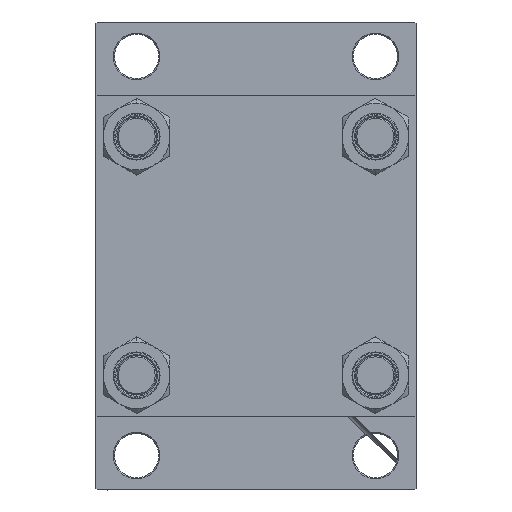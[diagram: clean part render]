
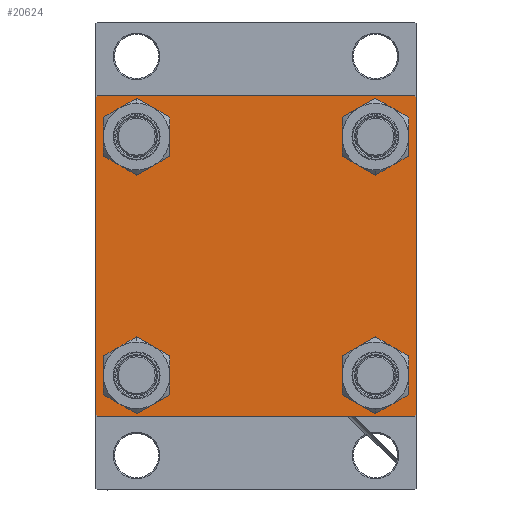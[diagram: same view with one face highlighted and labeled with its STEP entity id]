
A CAD part, left-side view. The second image highlights one B-rep face of the part: STEP entity #20624.
In plain terms, the highlighted planar face has unit normal (-1, 0, 0).
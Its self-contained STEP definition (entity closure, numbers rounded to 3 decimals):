
#263 = DIRECTION ( 'NONE',  ( 1., 0., 0. ) ) ;
#800 = VERTEX_POINT ( 'NONE', #25271 ) ;
#863 = VERTEX_POINT ( 'NONE', #18259 ) ;
#2783 = DIRECTION ( 'NONE',  ( 1., 0., 0. ) ) ;
#2815 = DIRECTION ( 'NONE',  ( -1., 0., 0. ) ) ;
#2933 = DIRECTION ( 'NONE',  ( 0., 0., 1. ) ) ;
#3448 = EDGE_LOOP ( 'NONE', ( #16592, #38948 ) ) ;
#3549 = DIRECTION ( 'NONE',  ( 0., 0., -1. ) ) ;
#3834 = DIRECTION ( 'NONE',  ( 1., 0., 0. ) ) ;
#4245 = AXIS2_PLACEMENT_3D ( 'NONE', #35819, #2783, #46896 ) ;
#4647 = LINE ( 'NONE', #33579, #22884 ) ;
#4832 = EDGE_CURVE ( 'NONE', #863, #8882, #44256, .T. ) ;
#5129 = DIRECTION ( 'NONE',  ( 0., 0., 1. ) ) ;
#5291 = CARTESIAN_POINT ( 'NONE',  ( 0., 65., 64.5 ) ) ;
#5610 = VECTOR ( 'NONE', #7154, 1000. ) ;
#5952 = FACE_BOUND ( 'NONE', #46667, .T. ) ;
#6305 = CARTESIAN_POINT ( 'NONE',  ( 0., -48.45, 48.45 ) ) ;
#6606 = EDGE_LOOP ( 'NONE', ( #21473, #29619, #33341, #22559, #40501, #43595, #43870, #31681 ) ) ;
#7154 = DIRECTION ( 'NONE',  ( 0., 0.707, -0.707 ) ) ;
#8604 = VERTEX_POINT ( 'NONE', #31636 ) ;
#8882 = VERTEX_POINT ( 'NONE', #16848 ) ;
#8972 = EDGE_CURVE ( 'NONE', #44288, #800, #12788, .T. ) ;
#9038 = CARTESIAN_POINT ( 'NONE',  ( 0., -65., -64.5 ) ) ;
#9105 = LINE ( 'NONE', #15856, #37829 ) ;
#9910 = ORIENTED_EDGE ( 'NONE', *, *, #4832, .T. ) ;
#10162 = CARTESIAN_POINT ( 'NONE',  ( 0., 64.5, -65. ) ) ;
#10276 = FACE_BOUND ( 'NONE', #3448, .T. ) ;
#10353 = VECTOR ( 'NONE', #3549, 1000. ) ;
#10651 = CARTESIAN_POINT ( 'NONE',  ( 0., -64.5, -65. ) ) ;
#11460 = AXIS2_PLACEMENT_3D ( 'NONE', #31941, #13118, #38911 ) ;
#12552 = EDGE_LOOP ( 'NONE', ( #9910, #30064 ) ) ;
#12788 = CIRCLE ( 'NONE', #16628, 8.5 ) ;
#12955 = DIRECTION ( 'NONE',  ( 0., 0.707, 0.707 ) ) ;
#13118 = DIRECTION ( 'NONE',  ( 1., 0., 0. ) ) ;
#13196 = VERTEX_POINT ( 'NONE', #27096 ) ;
#13356 = DIRECTION ( 'NONE',  ( 1., 0., 0. ) ) ;
#13373 = EDGE_CURVE ( 'NONE', #8604, #20434, #4647, .T. ) ;
#14057 = CARTESIAN_POINT ( 'NONE',  ( 0., -65., 64.5 ) ) ;
#14509 = ORIENTED_EDGE ( 'NONE', *, *, #17955, .T. ) ;
#14610 = CARTESIAN_POINT ( 'NONE',  ( 0., 64.75, 64.75 ) ) ;
#14704 = VERTEX_POINT ( 'NONE', #21249 ) ;
#14960 = CARTESIAN_POINT ( 'NONE',  ( 0., 48.45, 56.95 ) ) ;
#15040 = DIRECTION ( 'NONE',  ( 0., -0.707, 0.707 ) ) ;
#15195 = LINE ( 'NONE', #37141, #33434 ) ;
#15856 = CARTESIAN_POINT ( 'NONE',  ( 0., -64.75, 64.75 ) ) ;
#16592 = ORIENTED_EDGE ( 'NONE', *, *, #17783, .T. ) ;
#16628 = AXIS2_PLACEMENT_3D ( 'NONE', #32772, #3834, #29154 ) ;
#16848 = CARTESIAN_POINT ( 'NONE',  ( 0., 48.45, -56.95 ) ) ;
#17022 = PLANE ( 'NONE',  #39575 ) ;
#17090 = CIRCLE ( 'NONE', #24807, 8.5 ) ;
#17195 = EDGE_CURVE ( 'NONE', #32275, #13196, #46833, .T. ) ;
#17783 = EDGE_CURVE ( 'NONE', #13196, #32275, #39945, .T. ) ;
#17955 = EDGE_CURVE ( 'NONE', #800, #44288, #31478, .T. ) ;
#18259 = CARTESIAN_POINT ( 'NONE',  ( 0., 48.45, -39.95 ) ) ;
#18308 = VERTEX_POINT ( 'NONE', #14960 ) ;
#18733 = LINE ( 'NONE', #22851, #27077 ) ;
#20391 = DIRECTION ( 'NONE',  ( 0., 0., 1. ) ) ;
#20434 = VERTEX_POINT ( 'NONE', #10162 ) ;
#20456 = EDGE_CURVE ( 'NONE', #20434, #26421, #15195, .T. ) ;
#20582 = CARTESIAN_POINT ( 'NONE',  ( 0., -48.45, -48.45 ) ) ;
#20624 = ADVANCED_FACE ( 'NONE', ( #10276, #20638, #42584, #5952, #21130 ), #17022, .T. ) ;
#20638 = FACE_BOUND ( 'NONE', #23090, .T. ) ;
#20994 = VERTEX_POINT ( 'NONE', #9038 ) ;
#21130 = FACE_OUTER_BOUND ( 'NONE', #6606, .T. ) ;
#21249 = CARTESIAN_POINT ( 'NONE',  ( 0., 48.45, 39.95 ) ) ;
#21473 = ORIENTED_EDGE ( 'NONE', *, *, #38309, .T. ) ;
#21510 = DIRECTION ( 'NONE',  ( 0., 0., 1. ) ) ;
#21562 = LINE ( 'NONE', #29055, #33848 ) ;
#21848 = LINE ( 'NONE', #14610, #5610 ) ;
#22007 = DIRECTION ( 'NONE',  ( 0., -0.707, -0.707 ) ) ;
#22458 = ORIENTED_EDGE ( 'NONE', *, *, #29937, .T. ) ;
#22513 = CARTESIAN_POINT ( 'NONE',  ( 0., -64.75, -64.75 ) ) ;
#22559 = ORIENTED_EDGE ( 'NONE', *, *, #44259, .T. ) ;
#22851 = CARTESIAN_POINT ( 'NONE',  ( 0., -65., 65. ) ) ;
#22884 = VECTOR ( 'NONE', #22007, 1000. ) ;
#23090 = EDGE_LOOP ( 'NONE', ( #36604, #14509 ) ) ;
#23435 = DIRECTION ( 'NONE',  ( 1., 0., 0. ) ) ;
#23455 = EDGE_CURVE ( 'NONE', #30316, #43977, #21562, .T. ) ;
#24210 = AXIS2_PLACEMENT_3D ( 'NONE', #46595, #24411, #21510 ) ;
#24411 = DIRECTION ( 'NONE',  ( 1., 0., 0. ) ) ;
#24807 = AXIS2_PLACEMENT_3D ( 'NONE', #37439, #23435, #5129 ) ;
#24860 = CARTESIAN_POINT ( 'NONE',  ( 0., 48.45, -48.45 ) ) ;
#25013 = CIRCLE ( 'NONE', #4245, 8.5 ) ;
#25271 = CARTESIAN_POINT ( 'NONE',  ( 0., -48.45, -56.95 ) ) ;
#25516 = DIRECTION ( 'NONE',  ( 0., 0., -1. ) ) ;
#25775 = CIRCLE ( 'NONE', #24210, 8.5 ) ;
#26421 = VERTEX_POINT ( 'NONE', #10651 ) ;
#27077 = VECTOR ( 'NONE', #25516, 1000. ) ;
#27096 = CARTESIAN_POINT ( 'NONE',  ( 0., -48.45, 56.95 ) ) ;
#27812 = EDGE_CURVE ( 'NONE', #42381, #43977, #9105, .T. ) ;
#28994 = VERTEX_POINT ( 'NONE', #5291 ) ;
#29055 = CARTESIAN_POINT ( 'NONE',  ( 0., 65., 65. ) ) ;
#29154 = DIRECTION ( 'NONE',  ( 0., 0., 1. ) ) ;
#29188 = EDGE_CURVE ( 'NONE', #42381, #20994, #18733, .T. ) ;
#29619 = ORIENTED_EDGE ( 'NONE', *, *, #13373, .T. ) ;
#29912 = DIRECTION ( 'NONE',  ( 0., -1., 0. ) ) ;
#29937 = EDGE_CURVE ( 'NONE', #14704, #18308, #17090, .T. ) ;
#30064 = ORIENTED_EDGE ( 'NONE', *, *, #39496, .T. ) ;
#30316 = VERTEX_POINT ( 'NONE', #36207 ) ;
#30635 = EDGE_CURVE ( 'NONE', #30316, #28994, #21848, .T. ) ;
#31478 = CIRCLE ( 'NONE', #37646, 8.5 ) ;
#31636 = CARTESIAN_POINT ( 'NONE',  ( 0., 65., -64.5 ) ) ;
#31681 = ORIENTED_EDGE ( 'NONE', *, *, #30635, .T. ) ;
#31941 = CARTESIAN_POINT ( 'NONE',  ( 0., -48.45, 48.45 ) ) ;
#32275 = VERTEX_POINT ( 'NONE', #46657 ) ;
#32772 = CARTESIAN_POINT ( 'NONE',  ( 0., -48.45, -48.45 ) ) ;
#32913 = VECTOR ( 'NONE', #15040, 1000. ) ;
#33341 = ORIENTED_EDGE ( 'NONE', *, *, #20456, .T. ) ;
#33434 = VECTOR ( 'NONE', #29912, 1000. ) ;
#33443 = CARTESIAN_POINT ( 'NONE',  ( 0., -64.5, 65. ) ) ;
#33579 = CARTESIAN_POINT ( 'NONE',  ( 0., 64.75, -64.75 ) ) ;
#33848 = VECTOR ( 'NONE', #36286, 1000. ) ;
#35621 = CARTESIAN_POINT ( 'NONE',  ( 0., 65., 65. ) ) ;
#35819 = CARTESIAN_POINT ( 'NONE',  ( 0., 48.45, -48.45 ) ) ;
#36207 = CARTESIAN_POINT ( 'NONE',  ( 0., 64.5, 65. ) ) ;
#36286 = DIRECTION ( 'NONE',  ( 0., -1., 0. ) ) ;
#36576 = LINE ( 'NONE', #35621, #10353 ) ;
#36604 = ORIENTED_EDGE ( 'NONE', *, *, #8972, .T. ) ;
#36997 = LINE ( 'NONE', #22513, #32913 ) ;
#37141 = CARTESIAN_POINT ( 'NONE',  ( 0., 65., -65. ) ) ;
#37439 = CARTESIAN_POINT ( 'NONE',  ( 0., 48.45, 48.45 ) ) ;
#37646 = AXIS2_PLACEMENT_3D ( 'NONE', #20582, #13356, #42769 ) ;
#37829 = VECTOR ( 'NONE', #12955, 1000. ) ;
#38309 = EDGE_CURVE ( 'NONE', #28994, #8604, #36576, .T. ) ;
#38911 = DIRECTION ( 'NONE',  ( 0., 0., 1. ) ) ;
#38948 = ORIENTED_EDGE ( 'NONE', *, *, #17195, .T. ) ;
#39496 = EDGE_CURVE ( 'NONE', #8882, #863, #25013, .T. ) ;
#39575 = AXIS2_PLACEMENT_3D ( 'NONE', #45965, #2815, #20391 ) ;
#39618 = EDGE_CURVE ( 'NONE', #18308, #14704, #25775, .T. ) ;
#39911 = ORIENTED_EDGE ( 'NONE', *, *, #39618, .T. ) ;
#39945 = CIRCLE ( 'NONE', #11460, 8.5 ) ;
#40501 = ORIENTED_EDGE ( 'NONE', *, *, #29188, .F. ) ;
#40664 = AXIS2_PLACEMENT_3D ( 'NONE', #6305, #43183, #43660 ) ;
#42381 = VERTEX_POINT ( 'NONE', #14057 ) ;
#42584 = FACE_BOUND ( 'NONE', #12552, .T. ) ;
#42769 = DIRECTION ( 'NONE',  ( 0., 0., 1. ) ) ;
#43183 = DIRECTION ( 'NONE',  ( 1., 0., 0. ) ) ;
#43595 = ORIENTED_EDGE ( 'NONE', *, *, #27812, .T. ) ;
#43660 = DIRECTION ( 'NONE',  ( 0., 0., 1. ) ) ;
#43870 = ORIENTED_EDGE ( 'NONE', *, *, #23455, .F. ) ;
#43977 = VERTEX_POINT ( 'NONE', #33443 ) ;
#44256 = CIRCLE ( 'NONE', #46555, 8.5 ) ;
#44259 = EDGE_CURVE ( 'NONE', #26421, #20994, #36997, .T. ) ;
#44288 = VERTEX_POINT ( 'NONE', #46284 ) ;
#45965 = CARTESIAN_POINT ( 'NONE',  ( 0., 0., 0. ) ) ;
#46284 = CARTESIAN_POINT ( 'NONE',  ( 0., -48.45, -39.95 ) ) ;
#46555 = AXIS2_PLACEMENT_3D ( 'NONE', #24860, #263, #2933 ) ;
#46595 = CARTESIAN_POINT ( 'NONE',  ( 0., 48.45, 48.45 ) ) ;
#46657 = CARTESIAN_POINT ( 'NONE',  ( 0., -48.45, 39.95 ) ) ;
#46667 = EDGE_LOOP ( 'NONE', ( #39911, #22458 ) ) ;
#46833 = CIRCLE ( 'NONE', #40664, 8.5 ) ;
#46896 = DIRECTION ( 'NONE',  ( 0., 0., 1. ) ) ;
